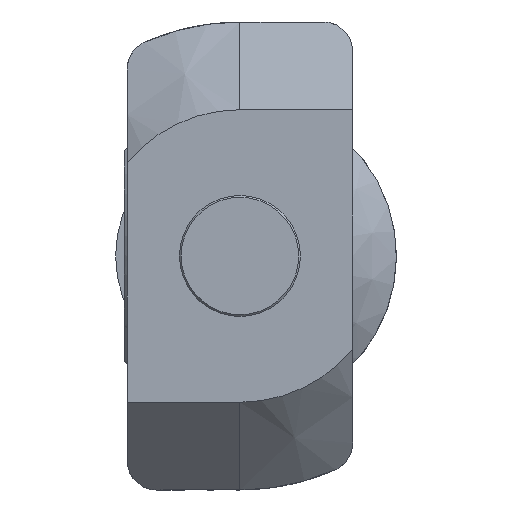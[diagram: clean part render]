
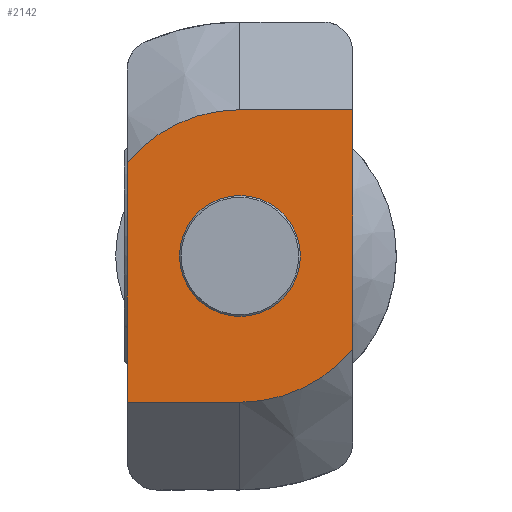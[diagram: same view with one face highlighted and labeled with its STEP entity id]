
A CAD part, front view. The second image highlights one B-rep face of the part: STEP entity #2142.
In plain terms, the highlighted face is planar.
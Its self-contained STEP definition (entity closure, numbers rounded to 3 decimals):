
#62=PLANE('',#2388);
#173=FACE_BOUND('',#434,.T.);
#308=FACE_OUTER_BOUND('',#433,.T.);
#433=EDGE_LOOP('',(#1658,#1659,#1660,#1661,#1662,#1663));
#434=EDGE_LOOP('',(#1664));
#561=LINE('',#3453,#723);
#562=LINE('',#3455,#724);
#563=LINE('',#3459,#725);
#564=LINE('',#3461,#726);
#723=VECTOR('',#2705,1000.);
#724=VECTOR('',#2706,1000.);
#725=VECTOR('',#2709,1000.);
#726=VECTOR('',#2710,1000.);
#868=CIRCLE('',#2387,2.067);
#869=CIRCLE('',#2389,5.);
#870=CIRCLE('',#2390,5.);
#961=VERTEX_POINT('',#3447);
#962=VERTEX_POINT('',#3451);
#963=VERTEX_POINT('',#3452);
#964=VERTEX_POINT('',#3454);
#965=VERTEX_POINT('',#3456);
#966=VERTEX_POINT('',#3458);
#967=VERTEX_POINT('',#3460);
#1217=EDGE_CURVE('',#961,#961,#868,.T.);
#1218=EDGE_CURVE('',#962,#963,#561,.T.);
#1219=EDGE_CURVE('',#962,#964,#562,.T.);
#1220=EDGE_CURVE('',#964,#965,#869,.T.);
#1221=EDGE_CURVE('',#966,#965,#563,.T.);
#1222=EDGE_CURVE('',#966,#967,#564,.T.);
#1223=EDGE_CURVE('',#967,#963,#870,.T.);
#1658=ORIENTED_EDGE('',*,*,#1218,.F.);
#1659=ORIENTED_EDGE('',*,*,#1219,.T.);
#1660=ORIENTED_EDGE('',*,*,#1220,.T.);
#1661=ORIENTED_EDGE('',*,*,#1221,.F.);
#1662=ORIENTED_EDGE('',*,*,#1222,.T.);
#1663=ORIENTED_EDGE('',*,*,#1223,.T.);
#1664=ORIENTED_EDGE('',*,*,#1217,.T.);
#2142=ADVANCED_FACE('',(#308,#173),#62,.F.);
#2387=AXIS2_PLACEMENT_3D('',#3449,#2701,#2702);
#2388=AXIS2_PLACEMENT_3D('',#3450,#2703,#2704);
#2389=AXIS2_PLACEMENT_3D('',#3457,#2707,#2708);
#2390=AXIS2_PLACEMENT_3D('',#3462,#2711,#2712);
#2701=DIRECTION('center_axis',(0.,0.,
1.));
#2702=DIRECTION('ref_axis',(1.,0.,0.));
#2703=DIRECTION('center_axis',(0.,0.,
1.));
#2704=DIRECTION('ref_axis',(1.,0.,0.));
#2705=DIRECTION('',(-1.,0.,0.));
#2706=DIRECTION('',(0.,-1.,0.));
#2707=DIRECTION('center_axis',(0.,0.,
-1.));
#2708=DIRECTION('ref_axis',(1.,0.,0.));
#2709=DIRECTION('',(1.,0.,0.));
#2710=DIRECTION('',(0.,1.,0.));
#2711=DIRECTION('center_axis',(0.,0.,
-1.));
#2712=DIRECTION('ref_axis',(1.,0.,0.));
#3447=CARTESIAN_POINT('',(-2.067,0.,0.));
#3449=CARTESIAN_POINT('Origin',(0.,0.,
0.));
#3450=CARTESIAN_POINT('Origin',(0.,0.,0.));
#3451=CARTESIAN_POINT('',(5.,3.85,0.));
#3452=CARTESIAN_POINT('',(-3.19,3.85,0.));
#3453=CARTESIAN_POINT('',(-7.013,3.85,0.));
#3454=CARTESIAN_POINT('',(5.,0.,0.));
#3455=CARTESIAN_POINT('',(5.,0.,0.));
#3456=CARTESIAN_POINT('',(3.19,-3.85,0.));
#3457=CARTESIAN_POINT('Origin',(0.,0.,0.));
#3458=CARTESIAN_POINT('',(-5.,-3.85,0.));
#3459=CARTESIAN_POINT('',(-8.,-3.85,0.));
#3460=CARTESIAN_POINT('',(-5.,0.,0.));
#3461=CARTESIAN_POINT('',(-5.,0.,0.));
#3462=CARTESIAN_POINT('Origin',(0.,0.,0.));
